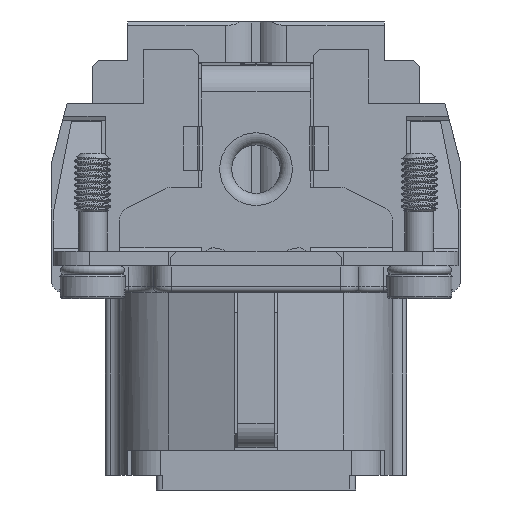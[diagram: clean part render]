
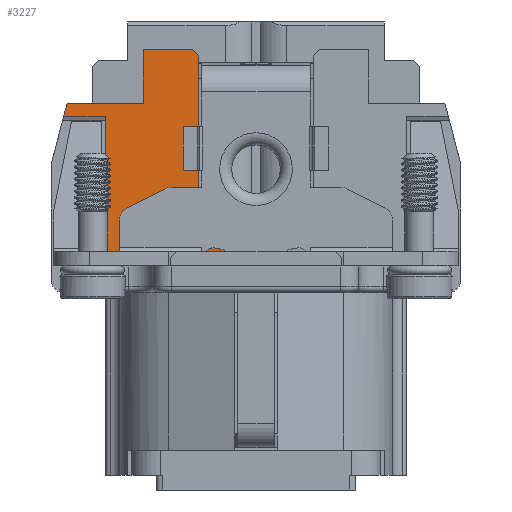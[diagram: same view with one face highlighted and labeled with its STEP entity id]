
A CAD part, left-side view. The second image highlights one B-rep face of the part: STEP entity #3227.
In plain terms, the highlighted planar face has unit normal (-1, 0, 0).
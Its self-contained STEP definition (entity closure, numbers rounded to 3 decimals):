
#3227=ADVANCED_FACE('',(#5697),#4775,.T.);
#4775=PLANE('',#26485);
#5697=FACE_OUTER_BOUND('',#6637,.T.);
#6637=EDGE_LOOP('',(#9352,#9353,#9354,#9355,#9356,#9357,#9358,#9359,#9360,
#9361,#9362,#9363));
#9352=ORIENTED_EDGE('',*,*,#18802,.F.);
#9353=ORIENTED_EDGE('',*,*,#18801,.F.);
#9354=ORIENTED_EDGE('',*,*,#18803,.F.);
#9355=ORIENTED_EDGE('',*,*,#18804,.F.);
#9356=ORIENTED_EDGE('',*,*,#18805,.T.);
#9357=ORIENTED_EDGE('',*,*,#18806,.F.);
#9358=ORIENTED_EDGE('',*,*,#18807,.T.);
#9359=ORIENTED_EDGE('',*,*,#18808,.T.);
#9360=ORIENTED_EDGE('',*,*,#18809,.F.);
#9361=ORIENTED_EDGE('',*,*,#18810,.T.);
#9362=ORIENTED_EDGE('',*,*,#18811,.T.);
#9363=ORIENTED_EDGE('',*,*,#18812,.T.);
#16260=VERTEX_POINT('',#37247);
#16262=VERTEX_POINT('',#37251);
#16263=VERTEX_POINT('',#37255);
#16264=VERTEX_POINT('',#37257);
#16265=VERTEX_POINT('',#37259);
#16266=VERTEX_POINT('',#37261);
#16267=VERTEX_POINT('',#37263);
#16268=VERTEX_POINT('',#37265);
#16269=VERTEX_POINT('',#37267);
#16270=VERTEX_POINT('',#37269);
#16271=VERTEX_POINT('',#37271);
#16272=VERTEX_POINT('',#37273);
#18801=EDGE_CURVE('',#16262,#16260,#22233,.T.);
#18802=EDGE_CURVE('',#16260,#16263,#22234,.T.);
#18803=EDGE_CURVE('',#16264,#16262,#22235,.T.);
#18804=EDGE_CURVE('',#16265,#16264,#22236,.T.);
#18805=EDGE_CURVE('',#16265,#16266,#22237,.T.);
#18806=EDGE_CURVE('',#16267,#16266,#22238,.T.);
#18807=EDGE_CURVE('',#16267,#16268,#22239,.T.);
#18808=EDGE_CURVE('',#16268,#16269,#22240,.T.);
#18809=EDGE_CURVE('',#16270,#16269,#22241,.T.);
#18810=EDGE_CURVE('',#16270,#16271,#22242,.T.);
#18811=EDGE_CURVE('',#16271,#16272,#22243,.T.);
#18812=EDGE_CURVE('',#16272,#16263,#22244,.T.);
#22233=LINE('',#37252,#24423);
#22234=LINE('',#37254,#24424);
#22235=LINE('',#37256,#24425);
#22236=LINE('',#37258,#24426);
#22237=LINE('',#37260,#24427);
#22238=LINE('',#37262,#24428);
#22239=LINE('',#37264,#24429);
#22240=LINE('',#37266,#24430);
#22241=LINE('',#37268,#24431);
#22242=LINE('',#37270,#24432);
#22243=LINE('',#37272,#24433);
#22244=LINE('',#37274,#24434);
#24423=VECTOR('',#29485,1.);
#24424=VECTOR('',#29488,1.);
#24425=VECTOR('',#29489,1.);
#24426=VECTOR('',#29490,1.);
#24427=VECTOR('',#29491,1.);
#24428=VECTOR('',#29492,1.);
#24429=VECTOR('',#29493,1.);
#24430=VECTOR('',#29494,1.);
#24431=VECTOR('',#29495,1.);
#24432=VECTOR('',#29496,1.);
#24433=VECTOR('',#29497,1.);
#24434=VECTOR('',#29498,1.);
#26485=AXIS2_PLACEMENT_3D('',#37275,#29499,#29500);
#29485=DIRECTION('',(0.,-1.,0.));
#29488=DIRECTION('',(0.,-0.422,-0.907));
#29489=DIRECTION('',(0.,0.,-1.));
#29490=DIRECTION('',(0.,-0.707,-0.707));
#29491=DIRECTION('',(0.,1.,0.));
#29492=DIRECTION('',(0.,0.,1.));
#29493=DIRECTION('',(0.,1.,0.));
#29494=DIRECTION('',(0.,0.252,-0.968));
#29495=DIRECTION('',(0.,1.,0.));
#29496=DIRECTION('',(0.,0.,-1.));
#29497=DIRECTION('',(0.,-1.,0.));
#29498=DIRECTION('',(0.,-1.,0.));
#29499=DIRECTION('',(-1.,0.,0.));
#29500=DIRECTION('',(0.,0.,1.));
#37247=CARTESIAN_POINT('',(-44.9,3.55,6.05));
#37251=CARTESIAN_POINT('',(-44.9,4.75,6.05));
#37252=CARTESIAN_POINT('',(-44.9,11.2,6.05));
#37254=CARTESIAN_POINT('',(-44.9,5.859,11.015));
#37255=CARTESIAN_POINT('',(-44.9,2.55,3.9));
#37256=CARTESIAN_POINT('',(-44.9,4.75,18.95));
#37257=CARTESIAN_POINT('',(-44.9,4.75,20.05));
#37258=CARTESIAN_POINT('',(-44.9,5.25,20.55));
#37259=CARTESIAN_POINT('',(-44.9,5.25,20.55));
#37260=CARTESIAN_POINT('',(-44.9,11.2,20.55));
#37261=CARTESIAN_POINT('',(-44.9,9.3,20.55));
#37262=CARTESIAN_POINT('',(-44.9,9.3,18.95));
#37263=CARTESIAN_POINT('',(-44.9,9.3,16.15));
#37264=CARTESIAN_POINT('',(-44.9,11.2,16.15));
#37265=CARTESIAN_POINT('',(-44.9,15.6,16.15));
#37266=CARTESIAN_POINT('',(-44.9,14.639,19.844));
#37267=CARTESIAN_POINT('',(-44.9,15.883,15.061));
#37268=CARTESIAN_POINT('',(-44.9,16.9,15.061));
#37269=CARTESIAN_POINT('',(-44.9,12.45,15.061));
#37270=CARTESIAN_POINT('',(-44.9,12.45,13.3));
#37271=CARTESIAN_POINT('',(-44.9,12.45,3.9));
#37272=CARTESIAN_POINT('',(-44.9,11.2,3.9));
#37273=CARTESIAN_POINT('',(-44.9,4.25,3.9));
#37274=CARTESIAN_POINT('',(-44.9,11.2,3.9));
#37275=CARTESIAN_POINT('',(-44.9,11.2,18.95));
